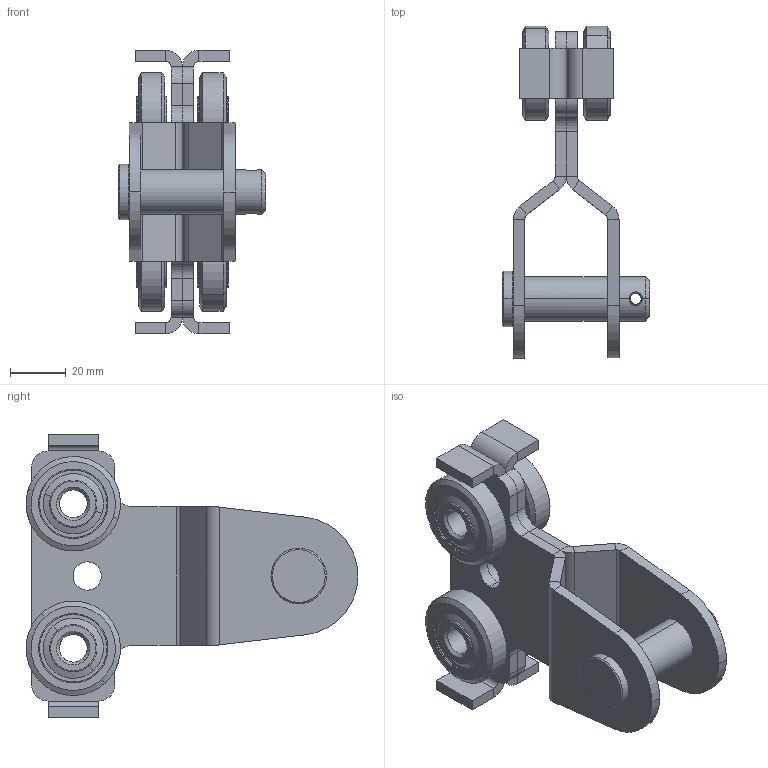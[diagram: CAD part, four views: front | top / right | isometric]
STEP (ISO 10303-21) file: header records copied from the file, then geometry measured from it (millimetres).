
FILE_DESCRIPTION (( 'STEP AP203' ), '1' );
FILE_NAME ('1.24.T48.STEP', '2015-12-17T08:53:46', ( '' ), ( '' ), 'SwSTEP 2.0', 'SolidWorks 2015', '' );
FILE_SCHEMA (( 'CONFIG_CONTROL_DESIGN' ));
Length unit declared in the file: millimetre
Products named in the file (4): 2.24.T48.23R; ball bearing 24.000; 24.T48_SHEET; 1.24.T48
Assembly tree (7 placements, depth 2):
  1.24.T48
    24.T48_SHEET  x2
    ball bearing 24.000  x4
    2.24.T48.23R
Bounding box: 53 x 119.46 x 102 mm (x, y, z)
Volume: 97839.7 mm3; surface area: 48827.7 mm2
Topology: 7 solids, 7 shells, 293 faces, 630 edges, 374 vertices
Faces by surface type: cylinder 118, plane 97, cone 54, torus 16, bspline 8
Entity records: 4119 total; most frequent: CARTESIAN_POINT 987, DIRECTION 583, ORIENTED_EDGE 514, EDGE_CURVE 257, AXIS2_PLACEMENT_3D 230, VERTEX_POINT 152, EDGE_LOOP 133, VECTOR 123
